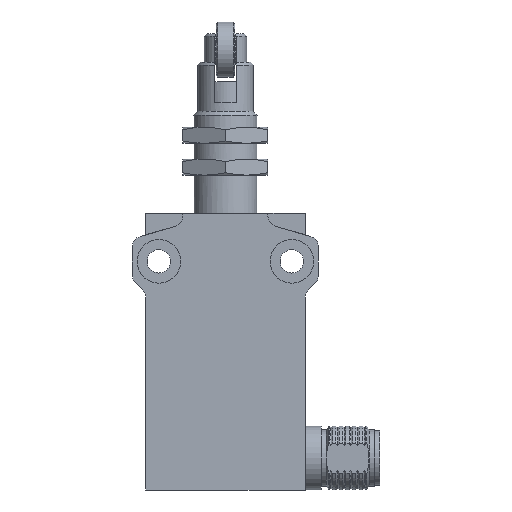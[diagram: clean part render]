
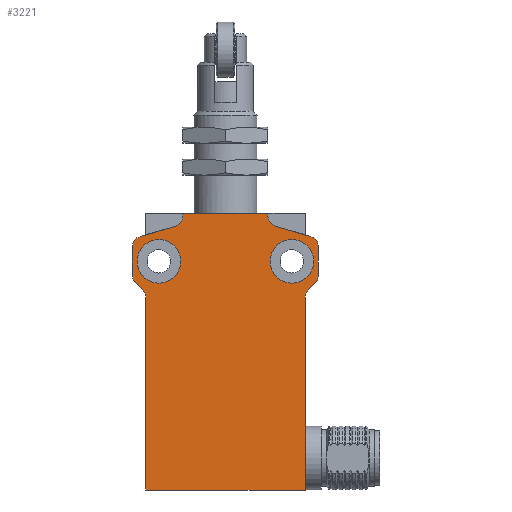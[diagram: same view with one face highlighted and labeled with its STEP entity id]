
A CAD part, front view. The second image highlights one B-rep face of the part: STEP entity #3221.
In plain terms, the highlighted planar face has unit normal (0, -1, 0).
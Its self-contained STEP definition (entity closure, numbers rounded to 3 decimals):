
#246=FACE_BOUND('',#563,.T.);
#247=FACE_BOUND('',#564,.T.);
#266=PLANE('',#3551);
#357=FACE_OUTER_BOUND('',#562,.T.);
#562=EDGE_LOOP('',(#2232,#2233,#2234,#2235,#2236,#2237,#2238,#2239,#2240,
#2241,#2242,#2243,#2244,#2245,#2246,#2247,#2248,#2249,#2250,#2251));
#563=EDGE_LOOP('',(#2252));
#564=EDGE_LOOP('',(#2253,#2254));
#779=LINE('',#4994,#973);
#780=LINE('',#4998,#974);
#781=LINE('',#5002,#975);
#782=LINE('',#5004,#976);
#783=LINE('',#5006,#977);
#784=LINE('',#5010,#978);
#785=LINE('',#5014,#979);
#786=LINE('',#5018,#980);
#787=LINE('',#5022,#981);
#788=LINE('',#5024,#982);
#789=LINE('',#5026,#983);
#790=LINE('',#5029,#984);
#973=VECTOR('',#4017,5.368);
#974=VECTOR('',#4020,6.884);
#975=VECTOR('',#4023,0.497);
#976=VECTOR('',#4024,16.);
#977=VECTOR('',#4025,0.497);
#978=VECTOR('',#4028,6.884);
#979=VECTOR('',#4031,5.368);
#980=VECTOR('',#4034,1.879);
#981=VECTOR('',#4037,33.222);
#982=VECTOR('',#4038,30.);
#983=VECTOR('',#4039,33.222);
#984=VECTOR('',#4042,1.879);
#1159=CIRCLE('',#3526,4.1);
#1160=CIRCLE('',#3527,4.1);
#1168=CIRCLE('',#3537,4.1);
#1177=CIRCLE('',#3552,2.);
#1178=CIRCLE('',#3553,2.);
#1179=CIRCLE('',#3554,2.);
#1180=CIRCLE('',#3555,2.);
#1181=CIRCLE('',#3556,2.);
#1182=CIRCLE('',#3557,2.);
#1183=CIRCLE('',#3558,2.);
#1184=CIRCLE('',#3559,2.);
#1345=VERTEX_POINT('',#4919);
#1346=VERTEX_POINT('',#4920);
#1354=VERTEX_POINT('',#4941);
#1375=VERTEX_POINT('',#4990);
#1376=VERTEX_POINT('',#4991);
#1377=VERTEX_POINT('',#4993);
#1378=VERTEX_POINT('',#4995);
#1379=VERTEX_POINT('',#4997);
#1380=VERTEX_POINT('',#4999);
#1381=VERTEX_POINT('',#5001);
#1382=VERTEX_POINT('',#5003);
#1383=VERTEX_POINT('',#5005);
#1384=VERTEX_POINT('',#5007);
#1385=VERTEX_POINT('',#5009);
#1386=VERTEX_POINT('',#5011);
#1387=VERTEX_POINT('',#5013);
#1388=VERTEX_POINT('',#5015);
#1389=VERTEX_POINT('',#5017);
#1390=VERTEX_POINT('',#5019);
#1391=VERTEX_POINT('',#5021);
#1392=VERTEX_POINT('',#5023);
#1393=VERTEX_POINT('',#5025);
#1394=VERTEX_POINT('',#5027);
#1674=EDGE_CURVE('',#1345,#1346,#1159,.T.);
#1675=EDGE_CURVE('',#1346,#1345,#1160,.T.);
#1686=EDGE_CURVE('',#1354,#1354,#1168,.T.);
#1707=EDGE_CURVE('',#1375,#1376,#1177,.T.);
#1708=EDGE_CURVE('',#1375,#1377,#779,.T.);
#1709=EDGE_CURVE('',#1378,#1377,#1178,.T.);
#1710=EDGE_CURVE('',#1378,#1379,#780,.T.);
#1711=EDGE_CURVE('',#1380,#1379,#1179,.T.);
#1712=EDGE_CURVE('',#1380,#1381,#781,.T.);
#1713=EDGE_CURVE('',#1382,#1381,#782,.T.);
#1714=EDGE_CURVE('',#1382,#1383,#783,.T.);
#1715=EDGE_CURVE('',#1384,#1383,#1180,.T.);
#1716=EDGE_CURVE('',#1385,#1384,#784,.T.);
#1717=EDGE_CURVE('',#1386,#1385,#1181,.T.);
#1718=EDGE_CURVE('',#1387,#1386,#785,.T.);
#1719=EDGE_CURVE('',#1388,#1387,#1182,.T.);
#1720=EDGE_CURVE('',#1389,#1388,#786,.T.);
#1721=EDGE_CURVE('',#1390,#1389,#1183,.T.);
#1722=EDGE_CURVE('',#1391,#1390,#787,.T.);
#1723=EDGE_CURVE('',#1392,#1391,#788,.T.);
#1724=EDGE_CURVE('',#1393,#1392,#789,.T.);
#1725=EDGE_CURVE('',#1394,#1393,#1184,.T.);
#1726=EDGE_CURVE('',#1394,#1376,#790,.T.);
#2232=ORIENTED_EDGE('',*,*,#1707,.F.);
#2233=ORIENTED_EDGE('',*,*,#1708,.T.);
#2234=ORIENTED_EDGE('',*,*,#1709,.F.);
#2235=ORIENTED_EDGE('',*,*,#1710,.T.);
#2236=ORIENTED_EDGE('',*,*,#1711,.F.);
#2237=ORIENTED_EDGE('',*,*,#1712,.T.);
#2238=ORIENTED_EDGE('',*,*,#1713,.F.);
#2239=ORIENTED_EDGE('',*,*,#1714,.T.);
#2240=ORIENTED_EDGE('',*,*,#1715,.F.);
#2241=ORIENTED_EDGE('',*,*,#1716,.F.);
#2242=ORIENTED_EDGE('',*,*,#1717,.F.);
#2243=ORIENTED_EDGE('',*,*,#1718,.F.);
#2244=ORIENTED_EDGE('',*,*,#1719,.F.);
#2245=ORIENTED_EDGE('',*,*,#1720,.F.);
#2246=ORIENTED_EDGE('',*,*,#1721,.F.);
#2247=ORIENTED_EDGE('',*,*,#1722,.F.);
#2248=ORIENTED_EDGE('',*,*,#1723,.F.);
#2249=ORIENTED_EDGE('',*,*,#1724,.F.);
#2250=ORIENTED_EDGE('',*,*,#1725,.F.);
#2251=ORIENTED_EDGE('',*,*,#1726,.T.);
#2252=ORIENTED_EDGE('',*,*,#1686,.T.);
#2253=ORIENTED_EDGE('',*,*,#1674,.T.);
#2254=ORIENTED_EDGE('',*,*,#1675,.T.);
#3221=ADVANCED_FACE('',(#357,#246,#247),#266,.F.);
#3526=AXIS2_PLACEMENT_3D('',#4921,#3948,#3949);
#3527=AXIS2_PLACEMENT_3D('',#4922,#3950,#3951);
#3537=AXIS2_PLACEMENT_3D('',#4943,#3973,#3974);
#3551=AXIS2_PLACEMENT_3D('',#4989,#4013,#4014);
#3552=AXIS2_PLACEMENT_3D('',#4992,#4015,#4016);
#3553=AXIS2_PLACEMENT_3D('',#4996,#4018,#4019);
#3554=AXIS2_PLACEMENT_3D('',#5000,#4021,#4022);
#3555=AXIS2_PLACEMENT_3D('',#5008,#4026,#4027);
#3556=AXIS2_PLACEMENT_3D('',#5012,#4029,#4030);
#3557=AXIS2_PLACEMENT_3D('',#5016,#4032,#4033);
#3558=AXIS2_PLACEMENT_3D('',#5020,#4035,#4036);
#3559=AXIS2_PLACEMENT_3D('',#5028,#4040,#4041);
#3948=DIRECTION('center_axis',(0.,1.,0.));
#3949=DIRECTION('ref_axis',(-1.,0.,0.));
#3950=DIRECTION('center_axis',(0.,1.,0.));
#3951=DIRECTION('ref_axis',(-1.,0.,0.));
#3973=DIRECTION('center_axis',(0.,1.,0.));
#3974=DIRECTION('ref_axis',(1.,0.,0.));
#4013=DIRECTION('center_axis',(0.,1.,0.));
#4014=DIRECTION('ref_axis',(0.,0.,1.));
#4015=DIRECTION('center_axis',(0.,1.,0.));
#4016=DIRECTION('ref_axis',(0.924,0.,-0.383));
#4017=DIRECTION('',(0.,0.,1.));
#4018=DIRECTION('center_axis',(0.,1.,0.));
#4019=DIRECTION('ref_axis',(0.799,0.,0.601));
#4020=DIRECTION('',(-0.961,0.,0.278));
#4021=DIRECTION('center_axis',(0.,-1.,0.));
#4022=DIRECTION('ref_axis',(-0.799,0.,-0.601));
#4023=DIRECTION('',(0.,0.,1.));
#4024=DIRECTION('',(1.,0.,0.));
#4025=DIRECTION('',(0.,0.,-1.));
#4026=DIRECTION('center_axis',(0.,-1.,0.));
#4027=DIRECTION('ref_axis',(0.799,0.,-0.601));
#4028=DIRECTION('',(0.961,0.,0.278));
#4029=DIRECTION('center_axis',(0.,1.,0.));
#4030=DIRECTION('ref_axis',(-0.799,0.,0.601));
#4031=DIRECTION('',(0.,0.,1.));
#4032=DIRECTION('center_axis',(0.,1.,0.));
#4033=DIRECTION('ref_axis',(-0.924,0.,-0.383));
#4034=DIRECTION('',(-0.707,0.,0.707));
#4035=DIRECTION('center_axis',(0.,-1.,0.));
#4036=DIRECTION('ref_axis',(0.924,0.,0.383));
#4037=DIRECTION('',(0.,0.,1.));
#4038=DIRECTION('',(-1.,0.,0.));
#4039=DIRECTION('',(0.,0.,-1.));
#4040=DIRECTION('center_axis',(0.,-1.,0.));
#4041=DIRECTION('ref_axis',(-0.924,0.,0.383));
#4042=DIRECTION('',(0.707,0.,0.707));
#4919=CARTESIAN_POINT('',(-8.4,-16.,0.));
#4920=CARTESIAN_POINT('',(-16.6,-16.,0.));
#4921=CARTESIAN_POINT('Origin',(-12.5,-16.,0.));
#4922=CARTESIAN_POINT('Origin',(-12.5,-16.,0.));
#4941=CARTESIAN_POINT('',(8.4,-16.,0.));
#4943=CARTESIAN_POINT('Origin',(12.5,-16.,0.));
#4989=CARTESIAN_POINT('Origin',(-17.5,-16.,-15.5));
#4990=CARTESIAN_POINT('',(17.5,-16.,-2.622));
#4991=CARTESIAN_POINT('',(16.914,-16.,-4.036));
#4992=CARTESIAN_POINT('Origin',(15.5,-16.,-2.622));
#4993=CARTESIAN_POINT('',(17.5,-16.,2.747));
#4994=CARTESIAN_POINT('',(17.5,-16.,-2.622));
#4995=CARTESIAN_POINT('',(16.056,-16.,4.668));
#4996=CARTESIAN_POINT('Origin',(15.5,-16.,2.747));
#4997=CARTESIAN_POINT('',(9.444,-16.,6.582));
#4998=CARTESIAN_POINT('',(16.056,-16.,4.668));
#4999=CARTESIAN_POINT('',(8.,-16.,8.503));
#5000=CARTESIAN_POINT('Origin',(10.,-16.,8.503));
#5001=CARTESIAN_POINT('',(8.,-16.,9.));
#5002=CARTESIAN_POINT('',(8.,-16.,8.503));
#5003=CARTESIAN_POINT('',(-8.,-16.,9.));
#5004=CARTESIAN_POINT('',(-8.,-16.,9.));
#5005=CARTESIAN_POINT('',(-8.,-16.,8.503));
#5006=CARTESIAN_POINT('',(-8.,-16.,9.));
#5007=CARTESIAN_POINT('',(-9.444,-16.,6.582));
#5008=CARTESIAN_POINT('Origin',(-10.,-16.,8.503));
#5009=CARTESIAN_POINT('',(-16.056,-16.,4.668));
#5010=CARTESIAN_POINT('',(-16.056,-16.,4.668));
#5011=CARTESIAN_POINT('',(-17.5,-16.,2.747));
#5012=CARTESIAN_POINT('Origin',(-15.5,-16.,2.747));
#5013=CARTESIAN_POINT('',(-17.5,-16.,-2.622));
#5014=CARTESIAN_POINT('',(-17.5,-16.,-2.622));
#5015=CARTESIAN_POINT('',(-16.914,-16.,-4.036));
#5016=CARTESIAN_POINT('Origin',(-15.5,-16.,-2.622));
#5017=CARTESIAN_POINT('',(-15.586,-16.,-5.364));
#5018=CARTESIAN_POINT('',(-15.586,-16.,-5.364));
#5019=CARTESIAN_POINT('',(-15.,-16.,-6.778));
#5020=CARTESIAN_POINT('Origin',(-17.,-16.,-6.778));
#5021=CARTESIAN_POINT('',(-15.,-16.,-43.));
#5022=CARTESIAN_POINT('',(-15.,-16.,-40.));
#5023=CARTESIAN_POINT('',(15.,-16.,-43.));
#5024=CARTESIAN_POINT('',(15.,-16.,-43.));
#5025=CARTESIAN_POINT('',(15.,-16.,-6.778));
#5026=CARTESIAN_POINT('',(15.,-16.,-6.778));
#5027=CARTESIAN_POINT('',(15.586,-16.,-5.364));
#5028=CARTESIAN_POINT('Origin',(17.,-16.,-6.778));
#5029=CARTESIAN_POINT('',(15.586,-16.,-5.364));
